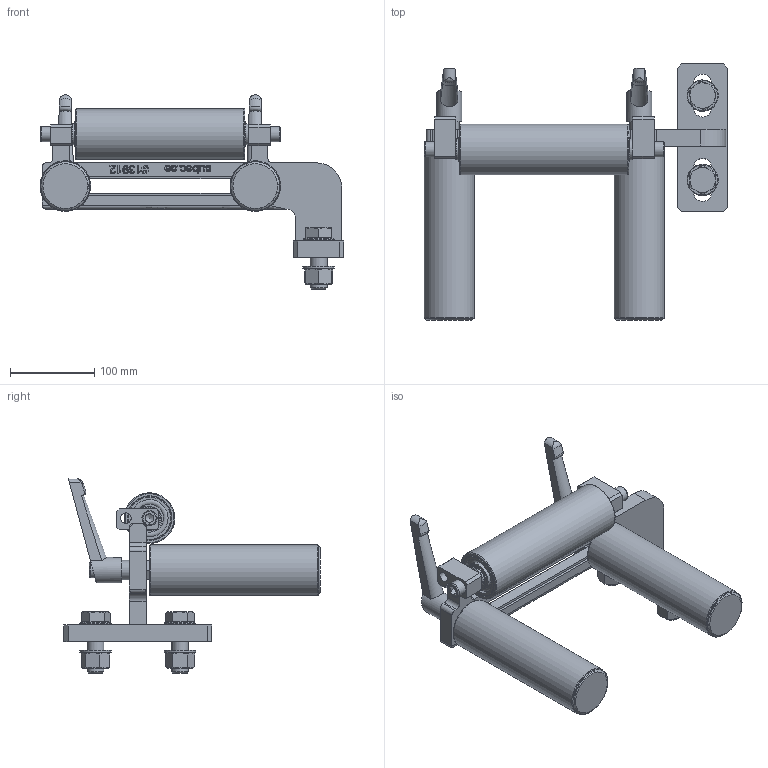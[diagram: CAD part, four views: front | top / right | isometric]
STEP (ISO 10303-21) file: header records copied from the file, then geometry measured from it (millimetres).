
FILE_DESCRIPTION (( 'STEP AP214' ), '1' );
FILE_NAME ('200327 STEP 13912_LR.STEP', '2020-03-27T08:39:52', ( '' ), ( '' ), 'SwSTEP 2.0', 'SolidWorks 2020', '' );
FILE_SCHEMA (( 'AUTOMOTIVE_DESIGN' ));
Length unit declared in the file: millimetre
Products named in the file (1): 200327 STEP 13912_LR
Bounding box: 359.9 x 303.5 x 230 mm (x, y, z)
Volume: 2061411.8 mm3; surface area: 499856.5 mm2
Topology: 34 solids, 34 shells, 1297 faces, 3338 edges, 2195 vertices
Faces by surface type: plane 530, bspline 232, cylinder 205, sphere 128, torus 110, cone 92
Full cylindrical faces by diameter (mm): 2 x8, 10.2 x2, 12 x2, 12.5 x4, 13.835 x2, 14 x2, 16 x2, 17.5 x2, 18 x4, 19 x2, 19.5 x2, 20 x14, 21 x4, 23 x2, 23.9 x2, 25 x5, 29.6 x8, 30 x4, 33.1 x4, 34.4 x4, 36 x3, 37 x4, 37.6 x4, 42.4 x8, 43.9 x4, 49 x2, 52 x12, 53 x2, 60 x3
Entity records: 76750 total; most frequent: CARTESIAN_POINT 33386, ORIENTED_EDGE 6160, DIRECTION 4972, EDGE_CURVE 3080, VERTEX_POINT 2144, AXIS2_PLACEMENT_3D 1910, EDGE_LOOP 1778, FACE_OUTER_BOUND 1460
